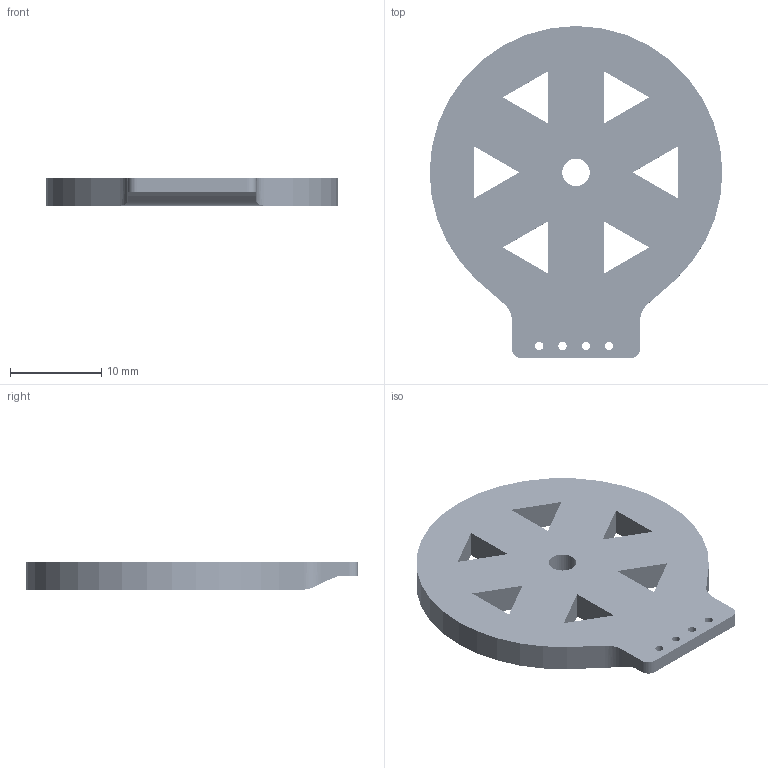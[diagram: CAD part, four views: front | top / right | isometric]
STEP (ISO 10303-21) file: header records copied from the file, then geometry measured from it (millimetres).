
FILE_DESCRIPTION (( 'STEP AP214' ), '1' );
FILE_NAME ('AME_Fan_Motor_with_Driver.STEP', '2024-03-25T08:56:27', ( '' ), ( '' ), 'SwSTEP 2.0', 'SolidWorks 2022', '' );
FILE_SCHEMA (( 'AUTOMOTIVE_DESIGN' ));
Length unit declared in the file: millimetre
Products named in the file (1): AME_Fan_Motor_with_Driver
Bounding box: 32 x 36.29 x 2.96 mm (x, y, z)
Volume: 2438.2 mm3; surface area: 6235.1 mm2
Topology: 28 solids, 28 shells, 3907 faces, 8408 edges, 4563 vertices
Faces by surface type: bspline 3568, plane 240, cylinder 76, torus 22, sphere 1
Entity records: 249871 total; most frequent: CARTESIAN_POINT 199894, ORIENTED_EDGE 16814, EDGE_CURVE 8407, VERTEX_POINT 4563, EDGE_LOOP 3968, FACE_OUTER_BOUND 3907, ADVANCED_FACE 3907, B_SPLINE_CURVE_WITH_KNOTS 2495
